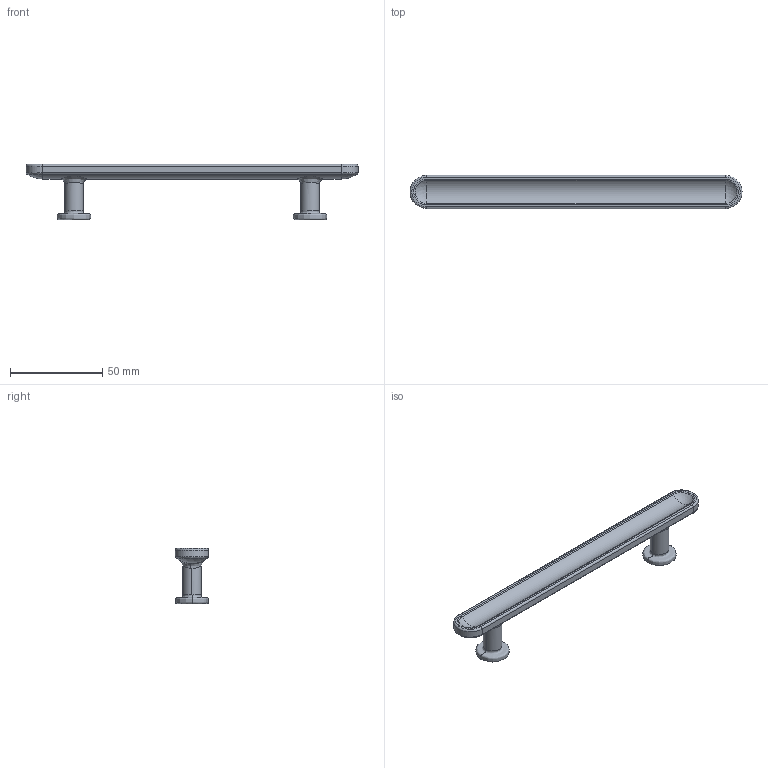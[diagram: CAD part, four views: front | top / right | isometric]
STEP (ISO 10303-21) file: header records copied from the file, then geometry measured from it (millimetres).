
FILE_DESCRIPTION (( 'STEP AP214' ), '1' );
FILE_NAME ('PD2200355 No10_Handle_16112022.STEP', '2022-11-16T14:02:28', ( '' ), ( '' ), 'SwSTEP 2.0', 'SolidWorks 2022', '' );
FILE_SCHEMA (( 'AUTOMOTIVE_DESIGN' ));
Length unit declared in the file: millimetre
Products named in the file (1): PD2200355 No10_Handle_16112022
Bounding box: 180 x 18 x 30 mm (x, y, z)
Volume: 21995.2 mm3; surface area: 10934.5 mm2
Topology: 1 solids, 1 shells, 47 faces, 113 edges, 71 vertices
Faces by surface type: cylinder 19, bspline 8, torus 7, plane 5, cone 4, sphere 4
Entity records: 3281 total; most frequent: CARTESIAN_POINT 2316, ORIENTED_EDGE 226, DIRECTION 119, EDGE_CURVE 113, B_SPLINE_CURVE_WITH_KNOTS 76, VERTEX_POINT 71, AXIS2_PLACEMENT_3D 53, EDGE_LOOP 50
